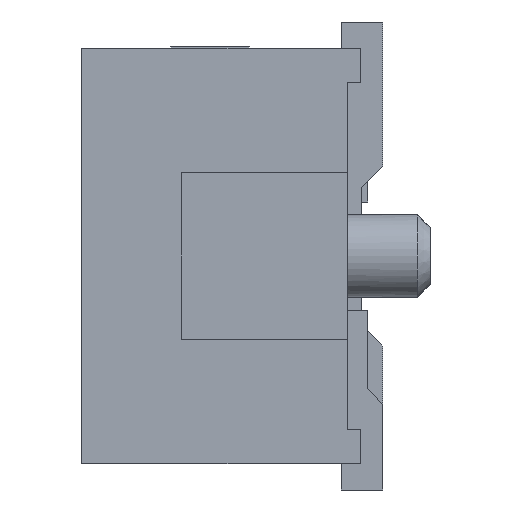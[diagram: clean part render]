
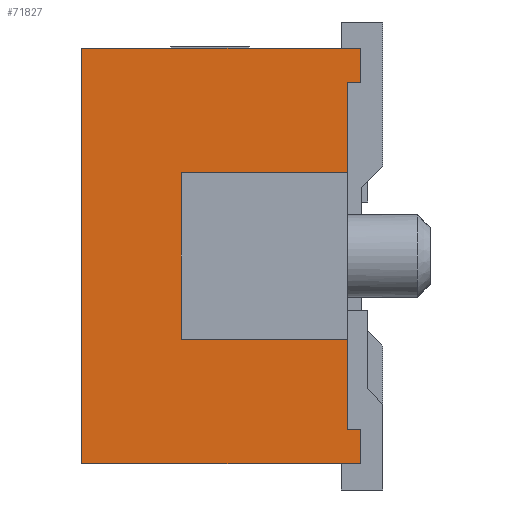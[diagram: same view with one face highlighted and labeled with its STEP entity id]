
A CAD part, left-side view. The second image highlights one B-rep face of the part: STEP entity #71827.
In plain terms, the highlighted planar face has unit normal (-1, 0, 0).
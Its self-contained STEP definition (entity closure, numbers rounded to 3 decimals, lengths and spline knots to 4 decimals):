
#1199=DIRECTION('',(0.,0.,1.));
#1200=VECTOR('',#1199,1.385);
#1201=CARTESIAN_POINT('',(-32.,0.,-2.655));
#1202=LINE('',#1201,#1200);
#1203=DIRECTION('',(0.,1.,0.));
#1204=VECTOR('',#1203,0.2);
#1205=CARTESIAN_POINT('',(-32.,-0.2,-2.655));
#1206=LINE('',#1205,#1204);
#1207=DIRECTION('',(0.,0.,1.));
#1208=VECTOR('',#1207,0.52);
#1209=CARTESIAN_POINT('',(-32.,-0.2,-3.175));
#1210=LINE('',#1209,#1208);
#1211=DIRECTION('',(0.,-1.,0.));
#1212=VECTOR('',#1211,4.26);
#1213=CARTESIAN_POINT('',(-32.,4.06,-3.175));
#1214=LINE('',#1213,#1212);
#1215=DIRECTION('',(0.,0.,-1.));
#1216=VECTOR('',#1215,6.35);
#1217=CARTESIAN_POINT('',(-32.,4.06,3.175));
#1218=LINE('',#1217,#1216);
#1219=DIRECTION('',(0.,1.,0.));
#1220=VECTOR('',#1219,4.26);
#1221=CARTESIAN_POINT('',(-32.,-0.2,3.175));
#1222=LINE('',#1221,#1220);
#1223=DIRECTION('',(0.,0.,1.));
#1224=VECTOR('',#1223,0.52);
#1225=CARTESIAN_POINT('',(-32.,-0.2,2.655));
#1226=LINE('',#1225,#1224);
#1227=DIRECTION('',(0.,-1.,0.));
#1228=VECTOR('',#1227,0.2);
#1229=CARTESIAN_POINT('',(-32.,0.,2.655));
#1230=LINE('',#1229,#1228);
#1231=DIRECTION('',(0.,0.,1.));
#1232=VECTOR('',#1231,1.385);
#1233=CARTESIAN_POINT('',(-32.,0.,1.27));
#1234=LINE('',#1233,#1232);
#51268=DIRECTION('',(0.,1.,0.));
#51269=VECTOR('',#51268,2.54);
#51270=CARTESIAN_POINT('',(-32.,0.,1.27));
#51271=LINE('',#51270,#51269);
#51355=DIRECTION('',(0.,-1.,0.));
#51356=VECTOR('',#51355,2.54);
#51357=CARTESIAN_POINT('',(-32.,2.54,-1.27));
#51358=LINE('',#51357,#51356);
#51367=DIRECTION('',(0.,0.,1.));
#51368=VECTOR('',#51367,2.54);
#51369=CARTESIAN_POINT('',(-32.,2.54,-1.27));
#51370=LINE('',#51369,#51368);
#51391=CARTESIAN_POINT('',(-32.,0.,2.655));
#51392=VERTEX_POINT('',#51391);
#51393=CARTESIAN_POINT('',(-32.,0.,1.27));
#51394=VERTEX_POINT('',#51393);
#51407=CARTESIAN_POINT('',(-32.,0.,-1.27));
#51408=VERTEX_POINT('',#51407);
#51409=CARTESIAN_POINT('',(-32.,0.,-2.655));
#51410=VERTEX_POINT('',#51409);
#55443=CARTESIAN_POINT('',(-32.,4.06,-3.175));
#55445=VERTEX_POINT('',#55443);
#55449=CARTESIAN_POINT('',(-32.,4.06,3.175));
#55450=VERTEX_POINT('',#55449);
#58241=CARTESIAN_POINT('',(-32.,-0.2,-3.175));
#58242=VERTEX_POINT('',#58241);
#58349=CARTESIAN_POINT('',(-32.,-0.2,3.175));
#58350=VERTEX_POINT('',#58349);
#60581=CARTESIAN_POINT('',(-32.,-0.2,2.655));
#60582=VERTEX_POINT('',#60581);
#61491=CARTESIAN_POINT('',(-32.,-0.2,-2.655));
#61492=VERTEX_POINT('',#61491);
#67689=CARTESIAN_POINT('',(-32.,2.54,1.27));
#67690=VERTEX_POINT('',#67689);
#67691=CARTESIAN_POINT('',(-32.,2.54,-1.27));
#67692=VERTEX_POINT('',#67691);
#71801=CARTESIAN_POINT('',(-32.,1.93,0.));
#71802=DIRECTION('',(1.,0.,0.));
#71803=DIRECTION('',(0.,0.,1.));
#71804=AXIS2_PLACEMENT_3D('',#71801,#71802,#71803);
#71805=PLANE('',#71804);
#71806=ORIENTED_EDGE('',*,*,#71267,.F.);
#71808=ORIENTED_EDGE('',*,*,#71807,.F.);
#71810=ORIENTED_EDGE('',*,*,#71809,.F.);
#71811=ORIENTED_EDGE('',*,*,#71192,.F.);
#71812=ORIENTED_EDGE('',*,*,#67986,.F.);
#71814=ORIENTED_EDGE('',*,*,#71813,.F.);
#71816=ORIENTED_EDGE('',*,*,#71815,.F.);
#71817=ORIENTED_EDGE('',*,*,#71792,.F.);
#71818=ORIENTED_EDGE('',*,*,#71283,.F.);
#71820=ORIENTED_EDGE('',*,*,#71819,.T.);
#71822=ORIENTED_EDGE('',*,*,#71821,.F.);
#71824=ORIENTED_EDGE('',*,*,#71823,.T.);
#71825=EDGE_LOOP('',(#71806,#71808,#71810,#71811,#71812,#71814,#71816,#71817,
#71818,#71820,#71822,#71824));
#71826=FACE_OUTER_BOUND('',#71825,.F.);
#71827=ADVANCED_FACE('',(#71826),#71805,.F.);
#67986=EDGE_CURVE('',#55450,#55445,#1218,.T.);
#71192=EDGE_CURVE('',#55445,#58242,#1214,.T.);
#71267=EDGE_CURVE('',#51410,#51408,#1202,.T.);
#71283=EDGE_CURVE('',#51394,#51392,#1234,.T.);
#71792=EDGE_CURVE('',#51392,#60582,#1230,.T.);
#71807=EDGE_CURVE('',#61492,#51410,#1206,.T.);
#71809=EDGE_CURVE('',#58242,#61492,#1210,.T.);
#71813=EDGE_CURVE('',#58350,#55450,#1222,.T.);
#71815=EDGE_CURVE('',#60582,#58350,#1226,.T.);
#71819=EDGE_CURVE('',#51394,#67690,#51271,.T.);
#71821=EDGE_CURVE('',#67692,#67690,#51370,.T.);
#71823=EDGE_CURVE('',#67692,#51408,#51358,.T.);
